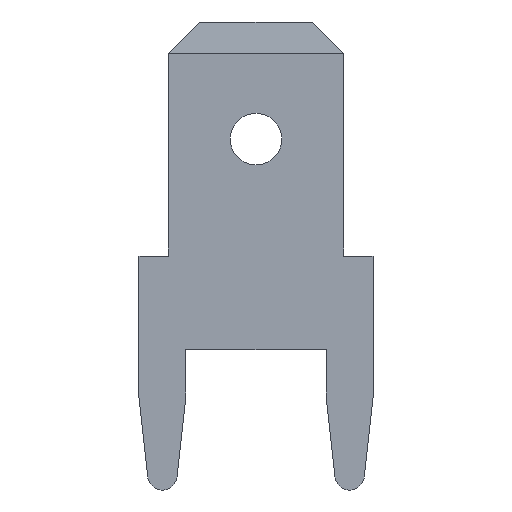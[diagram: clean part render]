
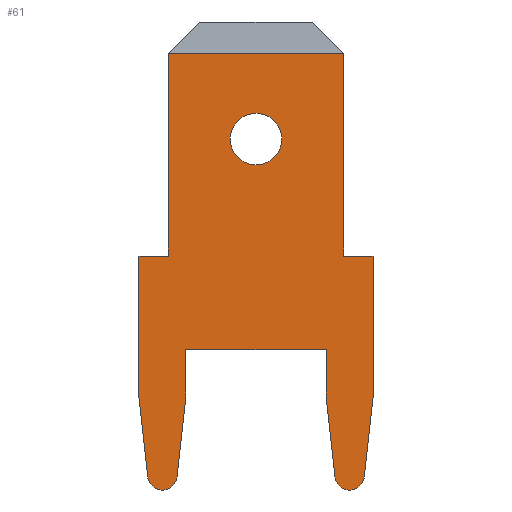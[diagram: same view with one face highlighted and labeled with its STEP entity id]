
A CAD part, front view. The second image highlights one B-rep face of the part: STEP entity #61.
In plain terms, the highlighted planar face has unit normal (0, -1, 0).
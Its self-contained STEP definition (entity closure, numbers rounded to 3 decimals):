
#61=ADVANCED_FACE('',(#280,#282),#284,.F.);
#280=FACE_BOUND('',#281,.T.);
#281=EDGE_LOOP('',(#449,#450,#451,#452,#453,#454,#455,#456,#457,#458,#459,#460,#461,
#462,#463,#464));
#282=FACE_BOUND('',#283,.T.);
#283=EDGE_LOOP('',(#465));
#284=PLANE('',#285);
#285=AXIS2_PLACEMENT_3D('',#286,#287,#288);
#286=CARTESIAN_POINT('',(0.,-0.405,0.));
#287=DIRECTION('',(-0.,1.,0.));
#288=DIRECTION('',(1.,0.,0.));
#449=ORIENTED_EDGE('',*,*,#567,.F.);
#450=ORIENTED_EDGE('',*,*,#568,.F.);
#451=ORIENTED_EDGE('',*,*,#569,.F.);
#452=ORIENTED_EDGE('',*,*,#570,.F.);
#453=ORIENTED_EDGE('',*,*,#571,.F.);
#454=ORIENTED_EDGE('',*,*,#572,.F.);
#455=ORIENTED_EDGE('',*,*,#573,.F.);
#456=ORIENTED_EDGE('',*,*,#574,.F.);
#457=ORIENTED_EDGE('',*,*,#575,.F.);
#458=ORIENTED_EDGE('',*,*,#576,.F.);
#459=ORIENTED_EDGE('',*,*,#577,.F.);
#460=ORIENTED_EDGE('',*,*,#578,.F.);
#461=ORIENTED_EDGE('',*,*,#579,.F.);
#462=ORIENTED_EDGE('',*,*,#580,.F.);
#463=ORIENTED_EDGE('',*,*,#581,.F.);
#464=ORIENTED_EDGE('',*,*,#582,.F.);
#465=ORIENTED_EDGE('',*,*,#583,.T.);
#567=EDGE_CURVE('',#633,#634,#635,.T.);
#568=EDGE_CURVE('',#636,#633,#637,.T.);
#569=EDGE_CURVE('',#638,#636,#639,.T.);
#570=EDGE_CURVE('',#640,#638,#641,.T.);
#571=EDGE_CURVE('',#642,#640,#643,.T.);
#572=EDGE_CURVE('',#644,#642,#645,.T.);
#573=EDGE_CURVE('',#646,#644,#647,.T.);
#574=EDGE_CURVE('',#648,#646,#649,.T.);
#575=EDGE_CURVE('',#650,#648,#651,.T.);
#576=EDGE_CURVE('',#652,#650,#653,.T.);
#577=EDGE_CURVE('',#654,#652,#655,.T.);
#578=EDGE_CURVE('',#656,#654,#657,.T.);
#579=EDGE_CURVE('',#658,#656,#659,.T.);
#580=EDGE_CURVE('',#660,#658,#661,.T.);
#581=EDGE_CURVE('',#662,#660,#663,.T.);
#582=EDGE_CURVE('',#634,#662,#664,.T.);
#583=EDGE_CURVE('',#665,#665,#666,.T.);
#633=VERTEX_POINT('',#729);
#634=VERTEX_POINT('',#730);
#635=LINE('',#731,#732);
#636=VERTEX_POINT('',#734);
#637=LINE('',#735,#736);
#638=VERTEX_POINT('',#738);
#639=LINE('',#739,#740);
#640=VERTEX_POINT('',#742);
#641=LINE('',#743,#744);
#642=VERTEX_POINT('',#746);
#643=LINE('',#747,#748);
#644=VERTEX_POINT('',#750);
#645=CIRCLE('',#751,0.4);
#646=VERTEX_POINT('',#755);
#647=LINE('',#756,#757);
#648=VERTEX_POINT('',#759);
#649=LINE('',#760,#761);
#650=VERTEX_POINT('',#763);
#651=LINE('',#764,#765);
#652=VERTEX_POINT('',#767);
#653=LINE('',#768,#769);
#654=VERTEX_POINT('',#771);
#655=LINE('',#772,#773);
#656=VERTEX_POINT('',#775);
#657=CIRCLE('',#776,0.4);
#658=VERTEX_POINT('',#780);
#659=LINE('',#781,#782);
#660=VERTEX_POINT('',#784);
#661=LINE('',#785,#786);
#662=VERTEX_POINT('',#788);
#663=LINE('',#789,#790);
#664=LINE('',#792,#793);
#665=VERTEX_POINT('',#795);
#666=CIRCLE('',#796,0.7);
#729=CARTESIAN_POINT('',(-2.375,-0.405,8.04));
#730=CARTESIAN_POINT('',(2.375,-0.405,8.04));
#731=CARTESIAN_POINT('',(-2.375,-0.405,8.04));
#732=VECTOR('',#733,1.);
#733=DIRECTION('',(1.,0.,0.));
#734=CARTESIAN_POINT('',(-2.375,-0.405,2.54));
#735=CARTESIAN_POINT('',(-2.375,-0.405,2.54));
#736=VECTOR('',#737,1.);
#737=DIRECTION('',(0.,0.,1.));
#738=CARTESIAN_POINT('',(-3.175,-0.405,2.54));
#739=CARTESIAN_POINT('',(-3.175,-0.405,2.54));
#740=VECTOR('',#741,1.);
#741=DIRECTION('',(1.,0.,0.));
#742=CARTESIAN_POINT('',(-3.175,-0.405,-1.286));
#743=CARTESIAN_POINT('',(-3.175,-0.405,-1.286));
#744=VECTOR('',#745,1.);
#745=DIRECTION('',(0.,0.,1.));
#746=CARTESIAN_POINT('',(-2.938,-0.405,-3.454));
#747=CARTESIAN_POINT('',(-2.938,-0.405,-3.454));
#748=VECTOR('',#749,1.);
#749=DIRECTION('',(-0.109,0.,0.994));
#750=CARTESIAN_POINT('',(-2.142,-0.405,-3.454));
#751=AXIS2_PLACEMENT_3D('',#752,#753,#754);
#752=CARTESIAN_POINT('',(-2.54,-0.405,-3.41));
#753=DIRECTION('',(-0.,1.,0.));
#754=DIRECTION('',(0.994,0.,-0.109));
#755=CARTESIAN_POINT('',(-1.905,-0.405,-1.286));
#756=CARTESIAN_POINT('',(-1.905,-0.405,-1.286));
#757=VECTOR('',#758,1.);
#758=DIRECTION('',(-0.109,0.,-0.994));
#759=CARTESIAN_POINT('',(-1.905,-0.405,0.));
#760=CARTESIAN_POINT('',(-1.905,-0.405,0.));
#761=VECTOR('',#762,1.);
#762=DIRECTION('',(0.,0.,-1.));
#763=CARTESIAN_POINT('',(1.905,-0.405,0.));
#764=CARTESIAN_POINT('',(1.905,-0.405,0.));
#765=VECTOR('',#766,1.);
#766=DIRECTION('',(-1.,0.,0.));
#767=CARTESIAN_POINT('',(1.905,-0.405,-1.286));
#768=CARTESIAN_POINT('',(1.905,-0.405,-1.286));
#769=VECTOR('',#770,1.);
#770=DIRECTION('',(0.,0.,1.));
#771=CARTESIAN_POINT('',(2.142,-0.405,-3.454));
#772=CARTESIAN_POINT('',(2.142,-0.405,-3.454));
#773=VECTOR('',#774,1.);
#774=DIRECTION('',(-0.109,0.,0.994));
#775=CARTESIAN_POINT('',(2.938,-0.405,-3.454));
#776=AXIS2_PLACEMENT_3D('',#777,#778,#779);
#777=CARTESIAN_POINT('',(2.54,-0.405,-3.41));
#778=DIRECTION('',(-0.,1.,0.));
#779=DIRECTION('',(0.994,0.,-0.109));
#780=CARTESIAN_POINT('',(3.175,-0.405,-1.286));
#781=CARTESIAN_POINT('',(3.175,-0.405,-1.286));
#782=VECTOR('',#783,1.);
#783=DIRECTION('',(-0.109,0.,-0.994));
#784=CARTESIAN_POINT('',(3.175,-0.405,2.54));
#785=CARTESIAN_POINT('',(3.175,-0.405,2.54));
#786=VECTOR('',#787,1.);
#787=DIRECTION('',(0.,0.,-1.));
#788=CARTESIAN_POINT('',(2.375,-0.405,2.54));
#789=CARTESIAN_POINT('',(2.375,-0.405,2.54));
#790=VECTOR('',#791,1.);
#791=DIRECTION('',(1.,0.,0.));
#792=CARTESIAN_POINT('',(2.375,-0.405,8.04));
#793=VECTOR('',#794,1.);
#794=DIRECTION('',(0.,0.,-1.));
#795=CARTESIAN_POINT('',(0.7,-0.405,5.71));
#796=AXIS2_PLACEMENT_3D('',#797,#798,#799);
#797=CARTESIAN_POINT('',(0.,-0.405,5.71));
#798=DIRECTION('',(-0.,1.,0.));
#799=DIRECTION('',(1.,0.,0.));
